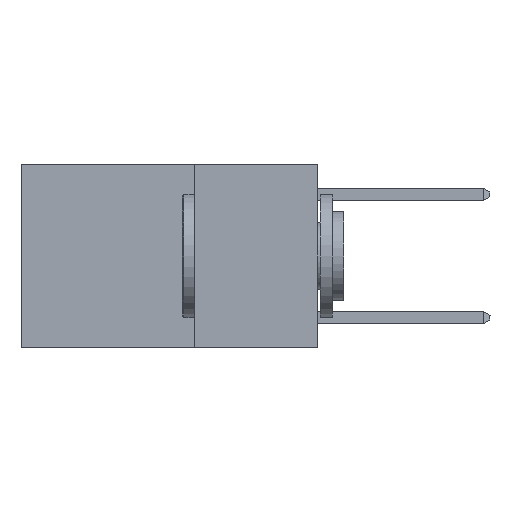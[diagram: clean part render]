
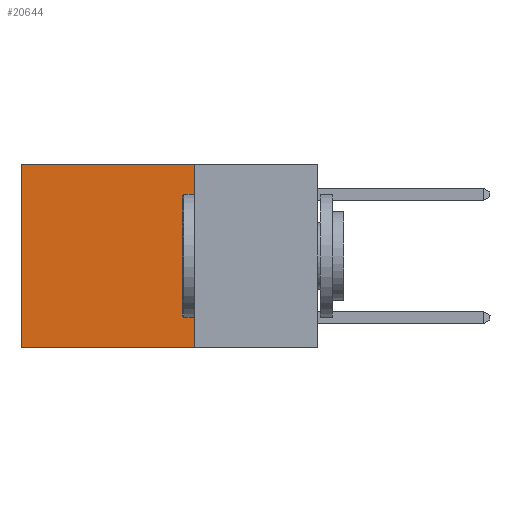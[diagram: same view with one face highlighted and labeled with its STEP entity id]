
A CAD part, left-side view. The second image highlights one B-rep face of the part: STEP entity #20644.
In plain terms, the highlighted planar face has unit normal (-1, 0, 0).
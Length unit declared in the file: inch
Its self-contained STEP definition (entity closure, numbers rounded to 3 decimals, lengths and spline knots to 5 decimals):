
#719 = DIRECTION ( 'NONE',  ( 1., 0., 0. ) ) ;
#2444 = LINE ( 'NONE', #3877, #14547 ) ;
#2651 = VERTEX_POINT ( 'NONE', #19119 ) ;
#2986 = CARTESIAN_POINT ( 'NONE',  ( 0.2625, 0.25, -0.37 ) ) ;
#2999 = AXIS2_PLACEMENT_3D ( 'NONE', #4024, #719, #12343 ) ;
#3015 = ORIENTED_EDGE ( 'NONE', *, *, #12725, .T. ) ;
#3877 = CARTESIAN_POINT ( 'NONE',  ( 0.2625, 0.6, 0. ) ) ;
#4024 = CARTESIAN_POINT ( 'NONE',  ( 0.2625, 0.25, 0. ) ) ;
#4219 = ORIENTED_EDGE ( 'NONE', *, *, #7340, .F. ) ;
#6453 = ORIENTED_EDGE ( 'NONE', *, *, #10327, .F. ) ;
#6627 = CARTESIAN_POINT ( 'NONE',  ( 0.2625, 0.25, 0. ) ) ;
#6765 = VERTEX_POINT ( 'NONE', #18581 ) ;
#7200 = DIRECTION ( 'NONE',  ( 0., 0., -1. ) ) ;
#7260 = VECTOR ( 'NONE', #8287, 39.37008 ) ;
#7340 = EDGE_CURVE ( 'NONE', #6765, #7837, #20012, .T. ) ;
#7837 = VERTEX_POINT ( 'NONE', #2986 ) ;
#8180 = DIRECTION ( 'NONE',  ( 0., 1., 0. ) ) ;
#8287 = DIRECTION ( 'NONE',  ( 0., 0., -1. ) ) ;
#9705 = CARTESIAN_POINT ( 'NONE',  ( 0.2625, 0.25, -0.37 ) ) ;
#9971 = EDGE_CURVE ( 'NONE', #6765, #17144, #16419, .T. ) ;
#10245 = EDGE_LOOP ( 'NONE', ( #3015, #6453, #4219, #12072 ) ) ;
#10327 = EDGE_CURVE ( 'NONE', #7837, #2651, #12920, .T. ) ;
#10642 = PLANE ( 'NONE',  #2999 ) ;
#12072 = ORIENTED_EDGE ( 'NONE', *, *, #9971, .T. ) ;
#12167 = VECTOR ( 'NONE', #8180, 39.37008 ) ;
#12250 = FACE_OUTER_BOUND ( 'NONE', #10245, .T. ) ;
#12343 = DIRECTION ( 'NONE',  ( 0., 0., -1. ) ) ;
#12725 = EDGE_CURVE ( 'NONE', #17144, #2651, #2444, .T. ) ;
#12920 = LINE ( 'NONE', #9705, #15149 ) ;
#14547 = VECTOR ( 'NONE', #7200, 39.37008 ) ;
#15149 = VECTOR ( 'NONE', #19271, 39.37008 ) ;
#16419 = LINE ( 'NONE', #18582, #12167 ) ;
#17144 = VERTEX_POINT ( 'NONE', #19934 ) ;
#18581 = CARTESIAN_POINT ( 'NONE',  ( 0.2625, 0.25, 0. ) ) ;
#18582 = CARTESIAN_POINT ( 'NONE',  ( 0.2625, 0.25, 0. ) ) ;
#19119 = CARTESIAN_POINT ( 'NONE',  ( 0.2625, 0.6, -0.37 ) ) ;
#19271 = DIRECTION ( 'NONE',  ( 0., 1., 0. ) ) ;
#19934 = CARTESIAN_POINT ( 'NONE',  ( 0.2625, 0.6, 0. ) ) ;
#20012 = LINE ( 'NONE', #6627, #7260 ) ;
#20644 = ADVANCED_FACE ( 'NONE', ( #12250 ), #10642, .F. ) ;
